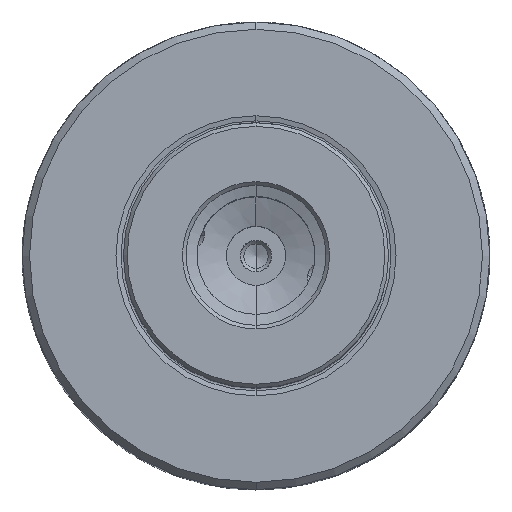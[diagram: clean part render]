
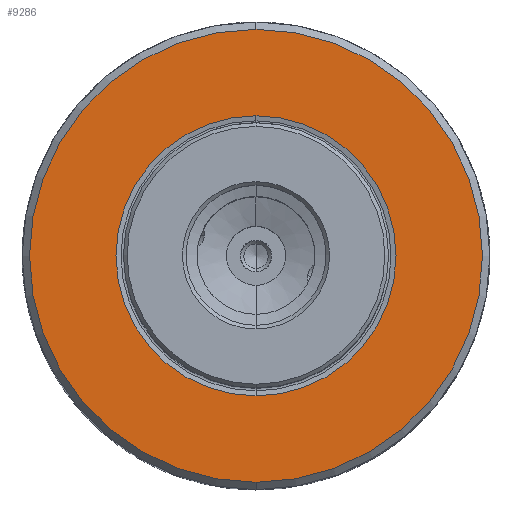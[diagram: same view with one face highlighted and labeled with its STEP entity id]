
A CAD part, top view. The second image highlights one B-rep face of the part: STEP entity #9286.
In plain terms, the highlighted planar face has unit normal (0, 0, 1).
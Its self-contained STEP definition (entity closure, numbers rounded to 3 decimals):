
#4034=VERTEX_POINT('NONE',#11043);
#5092=EDGE_CURVE('NONE',#7862,#9520,#12194,.T.);
#7578=EDGE_CURVE('NONE',#4034,#7972,#14952,.T.);
#7862=VERTEX_POINT('NONE',#15269);
#7972=VERTEX_POINT('NONE',#15392);
#9158=EDGE_CURVE('NONE',#9520,#7862,#16691,.F.);
#9286=ADVANCED_FACE('NONE',(#16828,#16829),#16830,.T.);
#9520=VERTEX_POINT('NONE',#17083);
#10222=EDGE_CURVE('NONE',#7972,#4034,#17861,.T.);
#11043=CARTESIAN_POINT('',(0.,-30.75,0.0));
#12194=CIRCLE('',#23438,19.012);
#14952=CIRCLE('',#32396,30.75);
#15269=CARTESIAN_POINT('',(0.,19.012,0.));
#15392=CARTESIAN_POINT('',(0.,30.75,0.));
#16691=CIRCLE('',#39035,19.012);
#16828=FACE_OUTER_BOUND('',#39402,.T.);
#16829=FACE_BOUND('',#39403,.T.);
#16830=PLANE('',#39404);
#17083=CARTESIAN_POINT('',(0.,-19.012,0.));
#17861=CIRCLE('',#42607,30.75);
#23438=AXIS2_PLACEMENT_3D('',#45322,#45323,#45324);
#32396=AXIS2_PLACEMENT_3D('',#48208,#48209,#48210);
#39035=AXIS2_PLACEMENT_3D('',#49946,#49947,#49948);
#39402=EDGE_LOOP('',(#50090,#50091));
#39403=EDGE_LOOP('',(#50092,#50093));
#39404=AXIS2_PLACEMENT_3D('',#50094,#50095,#50096);
#42607=AXIS2_PLACEMENT_3D('',#51102,#51103,#51104);
#45322=CARTESIAN_POINT('',(0.,0.,0.));
#45323=DIRECTION('',(0.,0.,-1.0));
#45324=DIRECTION('',(0.,1.0,0.));
#48208=CARTESIAN_POINT('',(0.,0.,0.));
#48209=DIRECTION('',(0.,0.,-1.0));
#48210=DIRECTION('',(0.,-1.0,0.));
#49946=CARTESIAN_POINT('',(0.,0.,0.));
#49947=DIRECTION('',(0.,0.,1.0));
#49948=DIRECTION('',(0.,1.0,0.));
#50090=ORIENTED_EDGE('',*,*,#7578,.F.);
#50091=ORIENTED_EDGE('',*,*,#10222,.F.);
#50092=ORIENTED_EDGE('',*,*,#5092,.T.);
#50093=ORIENTED_EDGE('',*,*,#9158,.T.);
#50094=CARTESIAN_POINT('',(-30.75,0.,0.));
#50095=DIRECTION('',(0.,0.,1.0));
#50096=DIRECTION('',(0.0,-1.0,0.));
#51102=CARTESIAN_POINT('',(0.,0.,0.));
#51103=DIRECTION('',(0.,0.,-1.0));
#51104=DIRECTION('',(0.,-1.0,0.));
